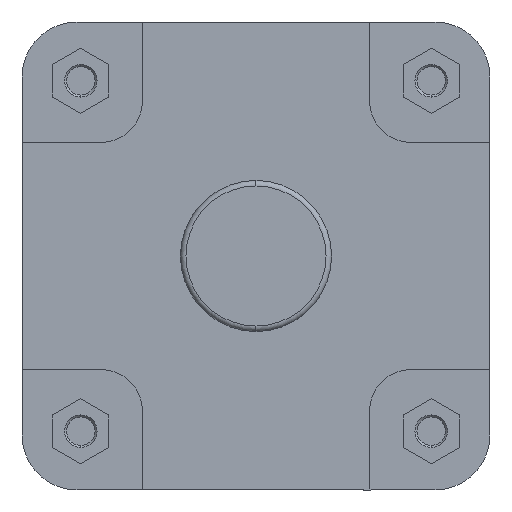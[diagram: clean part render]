
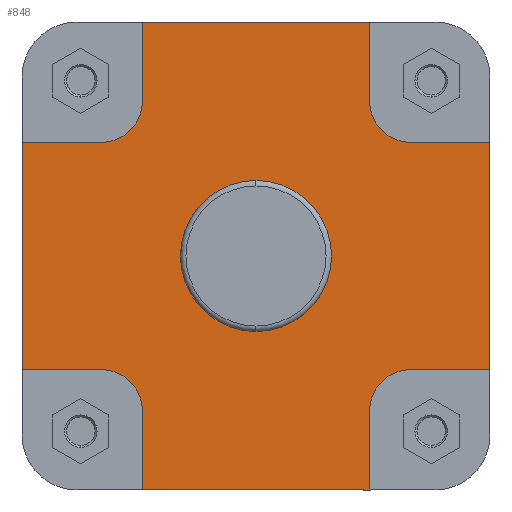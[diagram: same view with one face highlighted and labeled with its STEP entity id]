
A CAD part, left-side view. The second image highlights one B-rep face of the part: STEP entity #848.
In plain terms, the highlighted planar face has unit normal (-1, 0, 0).
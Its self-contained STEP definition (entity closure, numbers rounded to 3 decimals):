
#332 = VERTEX_POINT ( 'NONE', #6765 ) ;
#333 = VERTEX_POINT ( 'NONE', #6762 ) ;
#336 = VERTEX_POINT ( 'NONE', #6769 ) ;
#343 = VERTEX_POINT ( 'NONE', #6703 ) ;
#344 = VERTEX_POINT ( 'NONE', #6702 ) ;
#351 = VERTEX_POINT ( 'NONE', #6710 ) ;
#353 = VERTEX_POINT ( 'NONE', #6712 ) ;
#354 = VERTEX_POINT ( 'NONE', #6713 ) ;
#355 = VERTEX_POINT ( 'NONE', #6714 ) ;
#357 = VERTEX_POINT ( 'NONE', #6716 ) ;
#359 = VERTEX_POINT ( 'NONE', #6721 ) ;
#362 = VERTEX_POINT ( 'NONE', #6718 ) ;
#363 = VERTEX_POINT ( 'NONE', #6728 ) ;
#372 = VERTEX_POINT ( 'NONE', #6733 ) ;
#375 = VERTEX_POINT ( 'NONE', #6730 ) ;
#376 = VERTEX_POINT ( 'NONE', #6729 ) ;
#539 = EDGE_CURVE ( 'NONE', #6839, #6855, #3605, .T. ) ;
#569 = EDGE_CURVE ( 'NONE', #6855, #6839, #3654, .T. ) ;
#587 = EDGE_CURVE ( 'NONE', #354, #353, #3679, .T. ) ;
#588 = EDGE_CURVE ( 'NONE', #355, #354, #3678, .T. ) ;
#589 = EDGE_CURVE ( 'NONE', #343, #344, #3674, .T. ) ;
#590 = EDGE_CURVE ( 'NONE', #353, #344, #3667, .T. ) ;
#591 = EDGE_CURVE ( 'NONE', #355, #351, #3676, .T. ) ;
#592 = EDGE_CURVE ( 'NONE', #359, #351, #3685, .T. ) ;
#593 = EDGE_CURVE ( 'NONE', #357, #359, #3689, .T. ) ;
#594 = EDGE_CURVE ( 'NONE', #376, #357, #3688, .T. ) ;
#595 = EDGE_CURVE ( 'NONE', #336, #376, #3687, .T. ) ;
#596 = EDGE_CURVE ( 'NONE', #332, #336, #3692, .T. ) ;
#597 = EDGE_CURVE ( 'NONE', #375, #332, #3696, .T. ) ;
#598 = EDGE_CURVE ( 'NONE', #333, #375, #3695, .T. ) ;
#599 = EDGE_CURVE ( 'NONE', #362, #333, #3694, .T. ) ;
#600 = EDGE_CURVE ( 'NONE', #363, #362, #3699, .T. ) ;
#601 = EDGE_CURVE ( 'NONE', #372, #363, #3703, .T. ) ;
#602 = EDGE_CURVE ( 'NONE', #343, #372, #3702, .T. ) ;
#848 = ADVANCED_FACE ( 'NONE', ( #4081, #4082 ), #4660, .F. ) ;
#1856 = AXIS2_PLACEMENT_3D ( 'NONE', #6659, #6658, #6657 ) ;
#1863 = AXIS2_PLACEMENT_3D ( 'NONE', #6609, #6608, #6607 ) ;
#1878 = AXIS2_PLACEMENT_3D ( 'NONE', #6387, #6384, #6375 ) ;
#1880 = AXIS2_PLACEMENT_3D ( 'NONE', #6399, #6555, #6882 ) ;
#1882 = AXIS2_PLACEMENT_3D ( 'NONE', #6565, #6562, #6563 ) ;
#1883 = AXIS2_PLACEMENT_3D ( 'NONE', #6385, #6556, #6505 ) ;
#2051 = AXIS2_PLACEMENT_3D ( 'NONE', #4641, #4661, #4662 ) ;
#3061 = CARTESIAN_POINT ( 'NONE',  ( 16., 0., 54.9 ) ) ;
#3077 = CARTESIAN_POINT ( 'NONE',  ( 16., 0., -54.9 ) ) ;
#3346 = EDGE_LOOP ( 'NONE', ( #3421, #3420, #3419, #3418, #3417, #3416, #3415, #3414, #3413, #3412, #3411, #3400, #3401, #3402, #3403, #3404 ) ) ;
#3347 = EDGE_LOOP ( 'NONE', ( #3423, #3422 ) ) ;
#3400 = ORIENTED_EDGE ( 'NONE', *, *, #598, .F. ) ;
#3401 = ORIENTED_EDGE ( 'NONE', *, *, #599, .F. ) ;
#3402 = ORIENTED_EDGE ( 'NONE', *, *, #600, .F. ) ;
#3403 = ORIENTED_EDGE ( 'NONE', *, *, #601, .F. ) ;
#3404 = ORIENTED_EDGE ( 'NONE', *, *, #602, .F. ) ;
#3411 = ORIENTED_EDGE ( 'NONE', *, *, #597, .F. ) ;
#3412 = ORIENTED_EDGE ( 'NONE', *, *, #596, .F. ) ;
#3413 = ORIENTED_EDGE ( 'NONE', *, *, #595, .F. ) ;
#3414 = ORIENTED_EDGE ( 'NONE', *, *, #594, .F. ) ;
#3415 = ORIENTED_EDGE ( 'NONE', *, *, #593, .F. ) ;
#3416 = ORIENTED_EDGE ( 'NONE', *, *, #592, .F. ) ;
#3417 = ORIENTED_EDGE ( 'NONE', *, *, #591, .T. ) ;
#3418 = ORIENTED_EDGE ( 'NONE', *, *, #588, .F. ) ;
#3419 = ORIENTED_EDGE ( 'NONE', *, *, #587, .F. ) ;
#3420 = ORIENTED_EDGE ( 'NONE', *, *, #590, .F. ) ;
#3421 = ORIENTED_EDGE ( 'NONE', *, *, #589, .T. ) ;
#3422 = ORIENTED_EDGE ( 'NONE', *, *, #569, .F. ) ;
#3423 = ORIENTED_EDGE ( 'NONE', *, *, #539, .F. ) ;
#3605 = CIRCLE ( 'NONE', #1856, 54.9 ) ;
#3654 = CIRCLE ( 'NONE', #1863, 54.9 ) ;
#3667 = LINE ( 'NONE', #6572, #3681 ) ;
#3674 = LINE ( 'NONE', #6511, #3680 ) ;
#3675 = VECTOR ( 'NONE', #6573, 1000. ) ;
#3676 = LINE ( 'NONE', #6558, #3683 ) ;
#3678 = LINE ( 'NONE', #6888, #3675 ) ;
#3679 = CIRCLE ( 'NONE', #1878, 30. ) ;
#3680 = VECTOR ( 'NONE', #6557, 1000. ) ;
#3681 = VECTOR ( 'NONE', #6413, 1000. ) ;
#3683 = VECTOR ( 'NONE', #6504, 1000. ) ;
#3684 = VECTOR ( 'NONE', #6537, 1000. ) ;
#3685 = LINE ( 'NONE', #6396, #3686 ) ;
#3686 = VECTOR ( 'NONE', #6423, 1000. ) ;
#3687 = LINE ( 'NONE', #6589, #3690 ) ;
#3688 = LINE ( 'NONE', #6516, #3684 ) ;
#3689 = CIRCLE ( 'NONE', #1880, 30. ) ;
#3690 = VECTOR ( 'NONE', #6554, 1000. ) ;
#3691 = VECTOR ( 'NONE', #6560, 1000. ) ;
#3692 = LINE ( 'NONE', #6379, #3693 ) ;
#3693 = VECTOR ( 'NONE', #6564, 1000. ) ;
#3694 = LINE ( 'NONE', #6561, #3697 ) ;
#3695 = LINE ( 'NONE', #6552, #3691 ) ;
#3696 = CIRCLE ( 'NONE', #1882, 30. ) ;
#3697 = VECTOR ( 'NONE', #6567, 1000. ) ;
#3698 = VECTOR ( 'NONE', #6373, 1000. ) ;
#3699 = LINE ( 'NONE', #6568, #3700 ) ;
#3700 = VECTOR ( 'NONE', #6569, 1000. ) ;
#3702 = LINE ( 'NONE', #6566, #3698 ) ;
#3703 = CIRCLE ( 'NONE', #1883, 30. ) ;
#4081 = FACE_BOUND ( 'NONE', #3347, .T. ) ;
#4082 = FACE_OUTER_BOUND ( 'NONE', #3346, .T. ) ;
#4641 = CARTESIAN_POINT ( 'NONE',  ( 16., 54.9, 0. ) ) ;
#4660 = PLANE ( 'NONE',  #2051 ) ;
#4661 = DIRECTION ( 'NONE',  ( 1., 0., 0. ) ) ;
#4662 = DIRECTION ( 'NONE',  ( 0., 0., -1. ) ) ;
#6373 = DIRECTION ( 'NONE',  ( 0., 0., 1. ) ) ;
#6375 = DIRECTION ( 'NONE',  ( 0., -1., 0. ) ) ;
#6379 = CARTESIAN_POINT ( 'NONE',  ( 16., 82.5, 170. ) ) ;
#6384 = DIRECTION ( 'NONE',  ( -1., 0., 0. ) ) ;
#6385 = CARTESIAN_POINT ( 'NONE',  ( 16., 112.5, -112.5 ) ) ;
#6387 = CARTESIAN_POINT ( 'NONE',  ( 16., -112.5, -112.5 ) ) ;
#6396 = CARTESIAN_POINT ( 'NONE',  ( 16., -170., 82.5 ) ) ;
#6399 = CARTESIAN_POINT ( 'NONE',  ( 16., -112.5, 112.5 ) ) ;
#6413 = DIRECTION ( 'NONE',  ( 0., 0., -1. ) ) ;
#6423 = DIRECTION ( 'NONE',  ( 0., -1., 0. ) ) ;
#6504 = DIRECTION ( 'NONE',  ( 0., 0., 1. ) ) ;
#6505 = DIRECTION ( 'NONE',  ( 0., 0., -1. ) ) ;
#6511 = CARTESIAN_POINT ( 'NONE',  ( 16., -374.141, -170. ) ) ;
#6516 = CARTESIAN_POINT ( 'NONE',  ( 16., -82.5, 112.5 ) ) ;
#6537 = DIRECTION ( 'NONE',  ( 0., 0., -1. ) ) ;
#6552 = CARTESIAN_POINT ( 'NONE',  ( 16., 112.5, 82.5 ) ) ;
#6554 = DIRECTION ( 'NONE',  ( 0., -1., 0. ) ) ;
#6555 = DIRECTION ( 'NONE',  ( -1., 0., 0. ) ) ;
#6556 = DIRECTION ( 'NONE',  ( -1., 0., 0. ) ) ;
#6557 = DIRECTION ( 'NONE',  ( 0., -1., 0. ) ) ;
#6558 = CARTESIAN_POINT ( 'NONE',  ( 16., -170., 0. ) ) ;
#6560 = DIRECTION ( 'NONE',  ( 0., -1., 0. ) ) ;
#6561 = CARTESIAN_POINT ( 'NONE',  ( 16., 170., 0. ) ) ;
#6562 = DIRECTION ( 'NONE',  ( -1., 0., 0. ) ) ;
#6563 = DIRECTION ( 'NONE',  ( 0., 1., 0. ) ) ;
#6564 = DIRECTION ( 'NONE',  ( 0., 0., 1. ) ) ;
#6565 = CARTESIAN_POINT ( 'NONE',  ( 16., 112.5, 112.5 ) ) ;
#6566 = CARTESIAN_POINT ( 'NONE',  ( 16., 82.5, -112.5 ) ) ;
#6567 = DIRECTION ( 'NONE',  ( 0., 0., 1. ) ) ;
#6568 = CARTESIAN_POINT ( 'NONE',  ( 16., 170., -82.5 ) ) ;
#6569 = DIRECTION ( 'NONE',  ( 0., 1., 0. ) ) ;
#6572 = CARTESIAN_POINT ( 'NONE',  ( 16., -82.5, -170. ) ) ;
#6573 = DIRECTION ( 'NONE',  ( 0., 1., 0. ) ) ;
#6589 = CARTESIAN_POINT ( 'NONE',  ( 16., -374.141, 170. ) ) ;
#6607 = DIRECTION ( 'NONE',  ( 0., 0., 1. ) ) ;
#6608 = DIRECTION ( 'NONE',  ( -1., 0., 0. ) ) ;
#6609 = CARTESIAN_POINT ( 'NONE',  ( 16., 0., 0. ) ) ;
#6657 = DIRECTION ( 'NONE',  ( 0., 0., 1. ) ) ;
#6658 = DIRECTION ( 'NONE',  ( -1., 0., 0. ) ) ;
#6659 = CARTESIAN_POINT ( 'NONE',  ( 16., 0., 0. ) ) ;
#6702 = CARTESIAN_POINT ( 'NONE',  ( 16., -82.5, -170. ) ) ;
#6703 = CARTESIAN_POINT ( 'NONE',  ( 16., 82.5, -170. ) ) ;
#6710 = CARTESIAN_POINT ( 'NONE',  ( 16., -170., 82.5 ) ) ;
#6712 = CARTESIAN_POINT ( 'NONE',  ( 16., -82.5, -112.5 ) ) ;
#6713 = CARTESIAN_POINT ( 'NONE',  ( 16., -112.5, -82.5 ) ) ;
#6714 = CARTESIAN_POINT ( 'NONE',  ( 16., -170., -82.5 ) ) ;
#6716 = CARTESIAN_POINT ( 'NONE',  ( 16., -82.5, 112.5 ) ) ;
#6718 = CARTESIAN_POINT ( 'NONE',  ( 16., 170., -82.5 ) ) ;
#6721 = CARTESIAN_POINT ( 'NONE',  ( 16., -112.5, 82.5 ) ) ;
#6728 = CARTESIAN_POINT ( 'NONE',  ( 16., 112.5, -82.5 ) ) ;
#6729 = CARTESIAN_POINT ( 'NONE',  ( 16., -82.5, 170. ) ) ;
#6730 = CARTESIAN_POINT ( 'NONE',  ( 16., 112.5, 82.5 ) ) ;
#6733 = CARTESIAN_POINT ( 'NONE',  ( 16., 82.5, -112.5 ) ) ;
#6762 = CARTESIAN_POINT ( 'NONE',  ( 16., 170., 82.5 ) ) ;
#6765 = CARTESIAN_POINT ( 'NONE',  ( 16., 82.5, 112.5 ) ) ;
#6769 = CARTESIAN_POINT ( 'NONE',  ( 16., 82.5, 170. ) ) ;
#6839 = VERTEX_POINT ( 'NONE', #3061 ) ;
#6855 = VERTEX_POINT ( 'NONE', #3077 ) ;
#6882 = DIRECTION ( 'NONE',  ( 0., 0., 1. ) ) ;
#6888 = CARTESIAN_POINT ( 'NONE',  ( 16., -112.5, -82.5 ) ) ;
